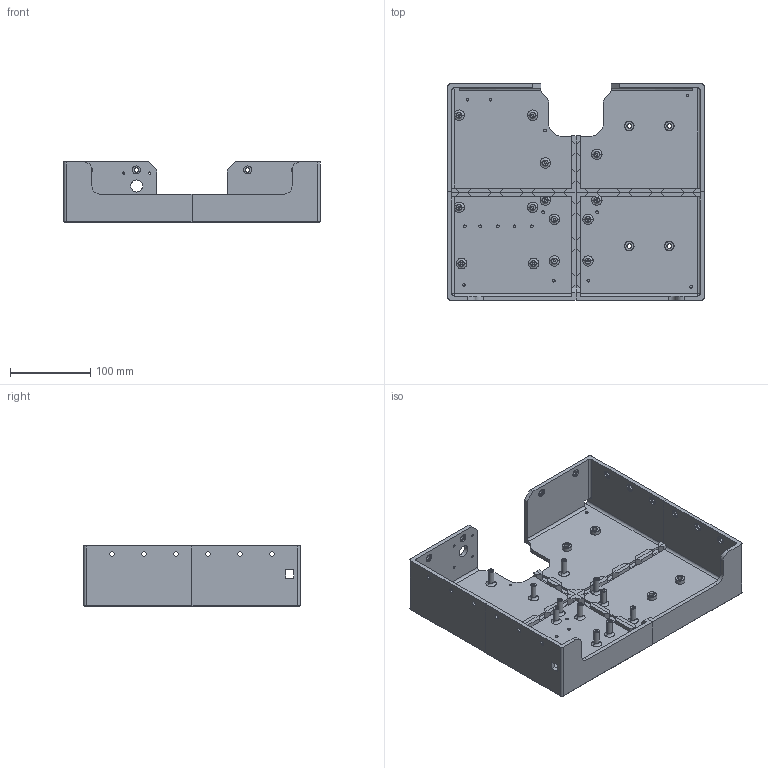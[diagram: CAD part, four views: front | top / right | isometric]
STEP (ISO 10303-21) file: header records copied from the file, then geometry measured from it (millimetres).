
FILE_DESCRIPTION (( 'STEP AP214' ), '1' );
FILE_NAME ('萇ん累.STEP', '2023-08-14T14:36:21', ( '' ), ( '' ), 'SwSTEP 2.0', 'SolidWorks 2020', '' );
FILE_SCHEMA (( 'AUTOMOTIVE_DESIGN' ));
Length unit declared in the file: millimetre
Products named in the file (1): 萇ん累
Bounding box: 320 x 270 x 75 mm (x, y, z)
Volume: 749513 mm3; surface area: 327605.5 mm2
Topology: 4 solids, 4 shells, 662 faces, 1582 edges, 1004 vertices
Faces by surface type: plane 348, cylinder 246, cone 36, torus 28, bspline 2, sphere 2
Entity records: 19432 total; most frequent: DIRECTION 3489, CARTESIAN_POINT 3384, ORIENTED_EDGE 3160, EDGE_CURVE 1580, AXIS2_PLACEMENT_3D 1257, VERTEX_POINT 1004, LINE 975, VECTOR 975
